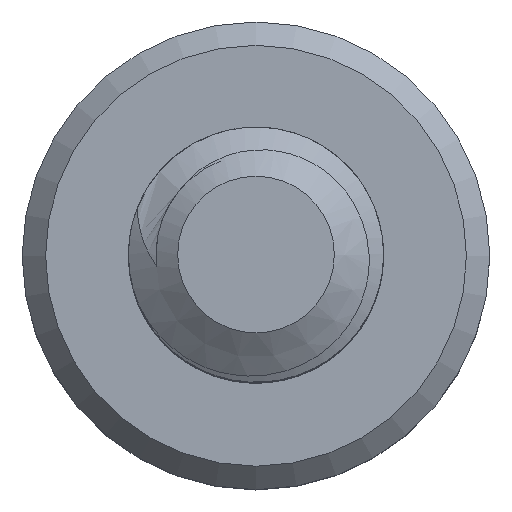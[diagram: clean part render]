
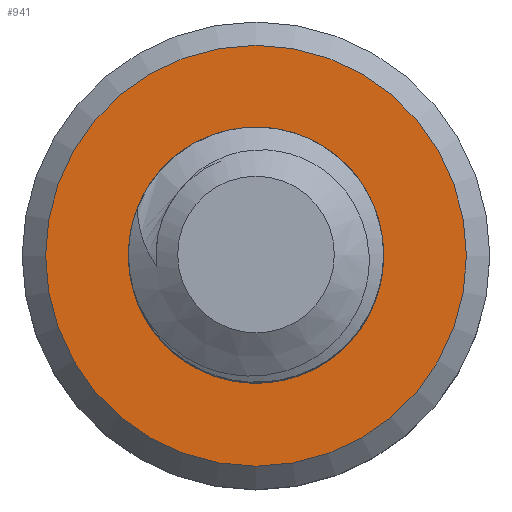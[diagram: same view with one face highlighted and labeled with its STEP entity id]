
A CAD part, top view. The second image highlights one B-rep face of the part: STEP entity #941.
In plain terms, the highlighted planar face has unit normal (0, 0, 1).
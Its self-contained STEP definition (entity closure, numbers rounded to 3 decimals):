
#16=FACE_BOUND('',#145,.T.);
#19=PLANE('',#1026);
#87=FACE_OUTER_BOUND('',#144,.T.);
#144=EDGE_LOOP('',(#818));
#145=EDGE_LOOP('',(#819,#820,#821,#822));
#158=CIRCLE('',#969,1.5);
#163=CIRCLE('',#1006,2.475);
#169=CIRCLE('',#1017,1.175);
#245=B_SPLINE_CURVE_WITH_KNOTS('',3,(#4159,#4160,#4161,#4162,#4163,#4164,
#4165,#4166,#4167,#4168,#4169,#4170,#4171,#4172,#4173,#4174),
 .UNSPECIFIED.,.F.,.F.,(4,2,2,2,2,2,2,4),(0.,0.031,0.061,
0.107,0.169,0.247,0.321,
0.411),.UNSPECIFIED.);
#246=B_SPLINE_CURVE_WITH_KNOTS('',3,(#4633,#4634,#4635,#4636,#4637,#4638,
#4639,#4640,#4641,#4642,#4643,#4644,#4645,#4646,#4647,#4648,#4649,#4650),
 .UNSPECIFIED.,.F.,.F.,(4,2,2,2,2,2,2,2,4),(0.,0.03,0.057,
0.11,0.163,0.216,0.273,
0.322,0.391),.UNSPECIFIED.);
#345=VERTEX_POINT('',#1236);
#346=VERTEX_POINT('',#1249);
#414=VERTEX_POINT('',#3605);
#422=VERTEX_POINT('',#3671);
#423=VERTEX_POINT('',#3684);
#436=EDGE_CURVE('',#345,#346,#158,.T.);
#536=EDGE_CURVE('',#414,#414,#163,.T.);
#550=EDGE_CURVE('',#423,#422,#169,.T.);
#553=EDGE_CURVE('',#422,#346,#245,.T.);
#554=EDGE_CURVE('',#345,#423,#246,.T.);
#818=ORIENTED_EDGE('',*,*,#536,.T.);
#819=ORIENTED_EDGE('',*,*,#436,.F.);
#820=ORIENTED_EDGE('',*,*,#554,.T.);
#821=ORIENTED_EDGE('',*,*,#550,.T.);
#822=ORIENTED_EDGE('',*,*,#553,.T.);
#941=ADVANCED_FACE('',(#87,#16),#19,.F.);
#969=AXIS2_PLACEMENT_3D('',#1250,#1044,#1045);
#1006=AXIS2_PLACEMENT_3D('',#3607,#1150,#1151);
#1017=AXIS2_PLACEMENT_3D('',#3685,#1175,#1176);
#1026=AXIS2_PLACEMENT_3D('',#4662,#1193,#1194);
#1044=DIRECTION('center_axis',(0.,0.,1.));
#1045=DIRECTION('ref_axis',(1.,0.,0.));
#1150=DIRECTION('center_axis',(0.,0.,1.));
#1151=DIRECTION('ref_axis',(-1.,0.,0.));
#1175=DIRECTION('center_axis',(0.,0.,-1.));
#1176=DIRECTION('ref_axis',(1.,0.,0.));
#1193=DIRECTION('center_axis',(0.,0.,-1.));
#1194=DIRECTION('ref_axis',(-1.,0.,0.));
#1236=CARTESIAN_POINT('',(0.,1.5,-8.));
#1249=CARTESIAN_POINT('',(-1.051,1.07,-8.));
#1250=CARTESIAN_POINT('Origin',(0.,0.,-8.));
#3605=CARTESIAN_POINT('',(2.475,0.,-8.));
#3607=CARTESIAN_POINT('Origin',(0.,0.,-8.));
#3671=CARTESIAN_POINT('',(0.,-1.175,-8.));
#3684=CARTESIAN_POINT('',(0.823,-0.839,-8.));
#3685=CARTESIAN_POINT('Origin',(0.,0.,-8.));
#4159=CARTESIAN_POINT('Ctrl Pts',(0.,-1.175,
-8.));
#4160=CARTESIAN_POINT('Ctrl Pts',(-0.104,-1.186,
-8.));
#4161=CARTESIAN_POINT('Ctrl Pts',(-0.208,-1.184,
-8.));
#4162=CARTESIAN_POINT('Ctrl Pts',(-0.411,-1.154,
-8.));
#4163=CARTESIAN_POINT('Ctrl Pts',(-0.508,-1.128,
-8.));
#4164=CARTESIAN_POINT('Ctrl Pts',(-0.742,-1.032,
-8.));
#4165=CARTESIAN_POINT('Ctrl Pts',(-0.871,-0.949,
-8.));
#4166=CARTESIAN_POINT('Ctrl Pts',(-1.131,-0.704,
-8.));
#4167=CARTESIAN_POINT('Ctrl Pts',(-1.223,-0.547,
-8.));
#4168=CARTESIAN_POINT('Ctrl Pts',(-1.352,-0.258,
-8.));
#4169=CARTESIAN_POINT('Ctrl Pts',(-1.392,-0.084,
-8.));
#4170=CARTESIAN_POINT('Ctrl Pts',(-1.404,0.263,-8.));
#4171=CARTESIAN_POINT('Ctrl Pts',(-1.379,0.432,-8.));
#4172=CARTESIAN_POINT('Ctrl Pts',(-1.259,0.784,-8.));
#4173=CARTESIAN_POINT('Ctrl Pts',(-1.156,0.945,-8.));
#4174=CARTESIAN_POINT('Ctrl Pts',(-1.051,1.07,-8.));
#4633=CARTESIAN_POINT('Ctrl Pts',(0.,1.5,
-8.));
#4634=CARTESIAN_POINT('Ctrl Pts',(0.099,1.492,-8.));
#4635=CARTESIAN_POINT('Ctrl Pts',(0.197,1.473,-8.));
#4636=CARTESIAN_POINT('Ctrl Pts',(0.38,1.418,-8.));
#4637=CARTESIAN_POINT('Ctrl Pts',(0.465,1.383,-8.));
#4638=CARTESIAN_POINT('Ctrl Pts',(0.7,1.259,-8.));
#4639=CARTESIAN_POINT('Ctrl Pts',(0.838,1.15,-8.));
#4640=CARTESIAN_POINT('Ctrl Pts',(1.069,0.886,-8.));
#4641=CARTESIAN_POINT('Ctrl Pts',(1.154,0.739,-8.));
#4642=CARTESIAN_POINT('Ctrl Pts',(1.263,0.453,-8.));
#4643=CARTESIAN_POINT('Ctrl Pts',(1.291,0.3,-8.));
#4644=CARTESIAN_POINT('Ctrl Pts',(1.292,-0.017,
-8.));
#4645=CARTESIAN_POINT('Ctrl Pts',(1.261,-0.179,-8.));
#4646=CARTESIAN_POINT('Ctrl Pts',(1.149,-0.46,-8.));
#4647=CARTESIAN_POINT('Ctrl Pts',(1.087,-0.555,-8.));
#4648=CARTESIAN_POINT('Ctrl Pts',(0.98,-0.699,
-8.));
#4649=CARTESIAN_POINT('Ctrl Pts',(0.907,-0.774,
-8.));
#4650=CARTESIAN_POINT('Ctrl Pts',(0.823,-0.839,
-8.));
#4662=CARTESIAN_POINT('Origin',(0.,0.,-8.));
